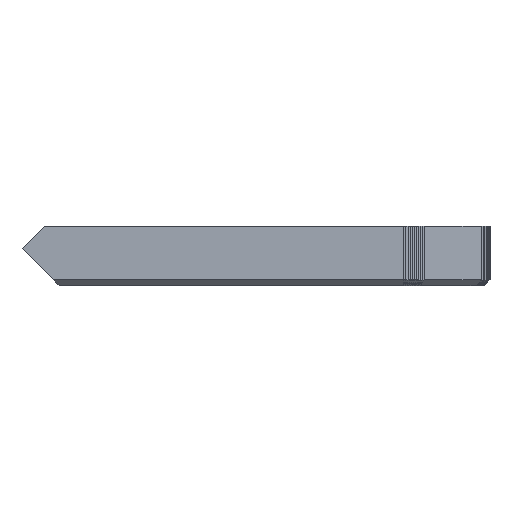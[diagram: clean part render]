
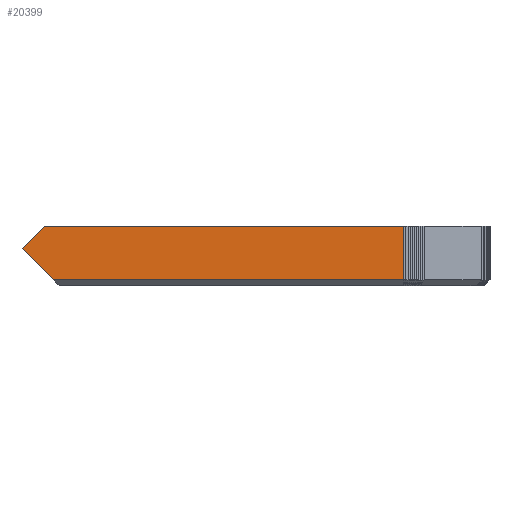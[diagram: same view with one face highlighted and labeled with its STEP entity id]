
A CAD part, front view. The second image highlights one B-rep face of the part: STEP entity #20399.
In plain terms, the highlighted planar face has unit normal (0, 1, 0).
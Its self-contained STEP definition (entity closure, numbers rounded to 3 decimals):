
#468 = VERTEX_POINT('',#469);
#469 = CARTESIAN_POINT('',(141.172,117.924,
    0.4));
#3986 = VERTEX_POINT('',#3987);
#3987 = CARTESIAN_POINT('',(117.,117.924,4.));
#4086 = VERTEX_POINT('',#4087);
#4087 = CARTESIAN_POINT('',(117.6,117.924,
    0.4));
#4124 = EDGE_CURVE('',#3986,#4125,#4127,.T.);
#4125 = VERTEX_POINT('',#4126);
#4126 = CARTESIAN_POINT('',(115.5,117.924,2.5));
#4127 = LINE('',#4128,#4129);
#4128 = CARTESIAN_POINT('',(117.,117.924,4.));
#4129 = VECTOR('',#4130,1.);
#4130 = DIRECTION('',(-0.707,0.,-0.707));
#4147 = EDGE_CURVE('',#4125,#4086,#4148,.T.);
#4148 = LINE('',#4149,#4150);
#4149 = CARTESIAN_POINT('',(115.5,117.924,2.5));
#4150 = VECTOR('',#4151,1.);
#4151 = DIRECTION('',(0.707,0.,-0.707));
#4197 = VERTEX_POINT('',#4198);
#4198 = CARTESIAN_POINT('',(141.172,117.924,4.));
#4204 = EDGE_CURVE('',#4197,#3986,#4205,.T.);
#4205 = LINE('',#4206,#4207);
#4206 = CARTESIAN_POINT('',(141.172,117.924,4.));
#4207 = VECTOR('',#4208,1.);
#4208 = DIRECTION('',(-1.,0.,0.));
#20252 = EDGE_CURVE('',#4086,#468,#20253,.T.);
#20253 = LINE('',#20254,#20255);
#20254 = CARTESIAN_POINT('',(117.6,117.924,
    0.4));
#20255 = VECTOR('',#20256,1.);
#20256 = DIRECTION('',(1.,0.,0.));
#20387 = EDGE_CURVE('',#468,#4197,#20388,.T.);
#20388 = LINE('',#20389,#20390);
#20389 = CARTESIAN_POINT('',(141.172,117.924,
    0.4));
#20390 = VECTOR('',#20391,1.);
#20391 = DIRECTION('',(0.,0.,1.));
#20399 = ADVANCED_FACE('',(#20400),#20407,.T.);
#20400 = FACE_BOUND('',#20401,.T.);
#20401 = EDGE_LOOP('',(#20402,#20403,#20404,#20405,#20406));
#20402 = ORIENTED_EDGE('',*,*,#20252,.F.);
#20403 = ORIENTED_EDGE('',*,*,#4147,.F.);
#20404 = ORIENTED_EDGE('',*,*,#4124,.F.);
#20405 = ORIENTED_EDGE('',*,*,#4204,.F.);
#20406 = ORIENTED_EDGE('',*,*,#20387,.F.);
#20407 = PLANE('',#20408);
#20408 = AXIS2_PLACEMENT_3D('',#20409,#20410,#20411);
#20409 = CARTESIAN_POINT('',(128.84,117.924,
    2.219));
#20410 = DIRECTION('',(0.,1.,0.));
#20411 = DIRECTION('',(0.,0.,1.));
